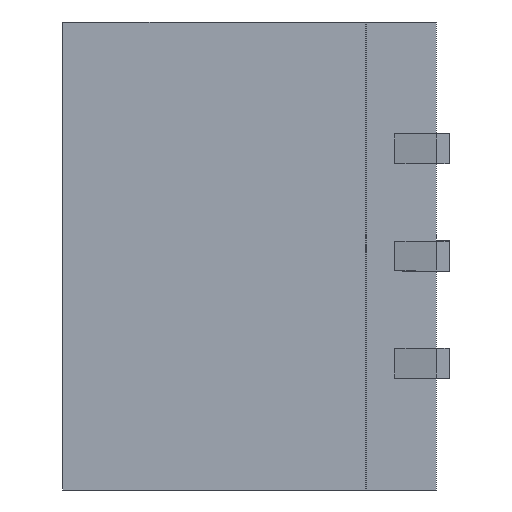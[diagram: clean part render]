
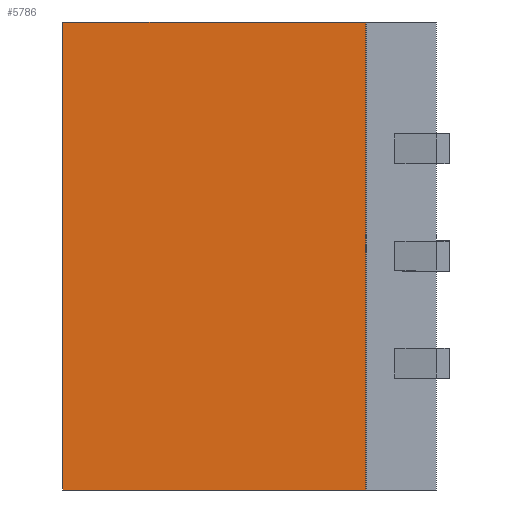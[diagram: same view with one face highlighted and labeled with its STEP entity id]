
A CAD part, left-side view. The second image highlights one B-rep face of the part: STEP entity #5786.
In plain terms, the highlighted planar face has unit normal (-1, 0, 0).
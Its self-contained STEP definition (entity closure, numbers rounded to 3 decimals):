
#42 = DIRECTION ( 'NONE',  ( 1., 0., 0. ) ) ;
#375 = CARTESIAN_POINT ( 'NONE',  ( -4.3, 1.65, -5.46 ) ) ;
#411 = VERTEX_POINT ( 'NONE', #9495 ) ;
#1044 = CARTESIAN_POINT ( 'NONE',  ( -4.3, 8.72, -5.46 ) ) ;
#1954 = CARTESIAN_POINT ( 'NONE',  ( -4.3, 1.65, -5.46 ) ) ;
#2884 = ORIENTED_EDGE ( 'NONE', *, *, #6470, .F. ) ;
#4350 = DIRECTION ( 'NONE',  ( 0., 0., -1. ) ) ;
#4410 = DIRECTION ( 'NONE',  ( 0., 0., 1. ) ) ;
#4799 = EDGE_CURVE ( 'NONE', #13981, #411, #16048, .T. ) ;
#5063 = CARTESIAN_POINT ( 'NONE',  ( -4.3, 8.72, 5.46 ) ) ;
#5786 = ADVANCED_FACE ( 'NONE', ( #14728 ), #7734, .F. ) ;
#6220 = VERTEX_POINT ( 'NONE', #5063 ) ;
#6470 = EDGE_CURVE ( 'NONE', #9792, #13981, #15562, .T. ) ;
#7208 = VECTOR ( 'NONE', #4410, 1000. ) ;
#7734 = PLANE ( 'NONE',  #9366 ) ;
#8256 = CARTESIAN_POINT ( 'NONE',  ( -4.3, 8.72, -5.46 ) ) ;
#8498 = DIRECTION ( 'NONE',  ( 0., 1., 0. ) ) ;
#8846 = LINE ( 'NONE', #16516, #7208 ) ;
#9004 = ORIENTED_EDGE ( 'NONE', *, *, #10420, .F. ) ;
#9366 = AXIS2_PLACEMENT_3D ( 'NONE', #8256, #42, #4350 ) ;
#9495 = CARTESIAN_POINT ( 'NONE',  ( -4.3, 8.72, -5.46 ) ) ;
#9754 = CARTESIAN_POINT ( 'NONE',  ( -4.3, 8.72, 5.46 ) ) ;
#9792 = VERTEX_POINT ( 'NONE', #12373 ) ;
#10420 = EDGE_CURVE ( 'NONE', #411, #6220, #8846, .T. ) ;
#10695 = EDGE_LOOP ( 'NONE', ( #2884, #11656, #9004, #15875 ) ) ;
#10925 = VECTOR ( 'NONE', #8498, 1000. ) ;
#11656 = ORIENTED_EDGE ( 'NONE', *, *, #11910, .T. ) ;
#11910 = EDGE_CURVE ( 'NONE', #9792, #6220, #15315, .T. ) ;
#12373 = CARTESIAN_POINT ( 'NONE',  ( -4.3, 1.65, 5.46 ) ) ;
#13044 = VECTOR ( 'NONE', #15796, 1000. ) ;
#13981 = VERTEX_POINT ( 'NONE', #375 ) ;
#14157 = DIRECTION ( 'NONE',  ( 0., 0., -1. ) ) ;
#14728 = FACE_OUTER_BOUND ( 'NONE', #10695, .T. ) ;
#15315 = LINE ( 'NONE', #9754, #10925 ) ;
#15562 = LINE ( 'NONE', #1954, #17267 ) ;
#15796 = DIRECTION ( 'NONE',  ( 0., 1., 0. ) ) ;
#15875 = ORIENTED_EDGE ( 'NONE', *, *, #4799, .F. ) ;
#16048 = LINE ( 'NONE', #1044, #13044 ) ;
#16516 = CARTESIAN_POINT ( 'NONE',  ( -4.3, 8.72, 5.46 ) ) ;
#17267 = VECTOR ( 'NONE', #14157, 1000. ) ;
